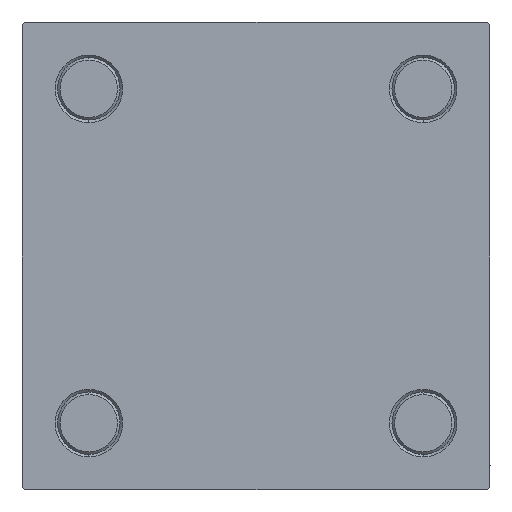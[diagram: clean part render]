
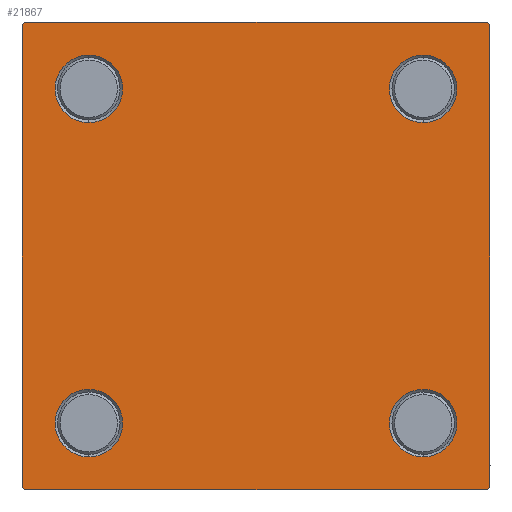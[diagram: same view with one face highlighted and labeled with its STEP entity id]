
A CAD part, left-side view. The second image highlights one B-rep face of the part: STEP entity #21867.
In plain terms, the highlighted planar face has unit normal (-1, 0, 0).
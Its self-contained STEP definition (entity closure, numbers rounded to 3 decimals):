
#31 = EDGE_LOOP ( 'NONE', ( #16172, #26613 ) ) ;
#196 = AXIS2_PLACEMENT_3D ( 'NONE', #43096, #23721, #47174 ) ;
#756 = VERTEX_POINT ( 'NONE', #1450 ) ;
#824 = CARTESIAN_POINT ( 'NONE',  ( 0., -32.15, -32.15 ) ) ;
#1450 = CARTESIAN_POINT ( 'NONE',  ( 0., -32.15, 38.65 ) ) ;
#2144 = LINE ( 'NONE', #22033, #6588 ) ;
#2164 = DIRECTION ( 'NONE',  ( 0., 0., 1. ) ) ;
#2244 = CIRCLE ( 'NONE', #18532, 6.5 ) ;
#2349 = DIRECTION ( 'NONE',  ( 0., -1., 0. ) ) ;
#2786 = LINE ( 'NONE', #3540, #29202 ) ;
#3295 = DIRECTION ( 'NONE',  ( 0., 0.707, -0.707 ) ) ;
#3540 = CARTESIAN_POINT ( 'NONE',  ( 0., 44.75, 44.75 ) ) ;
#3760 = CARTESIAN_POINT ( 'NONE',  ( 0., -45., 45. ) ) ;
#5203 = ORIENTED_EDGE ( 'NONE', *, *, #15405, .T. ) ;
#5259 = CARTESIAN_POINT ( 'NONE',  ( 0., 32.15, -38.65 ) ) ;
#5581 = VERTEX_POINT ( 'NONE', #33103 ) ;
#6295 = CARTESIAN_POINT ( 'NONE',  ( 0., -45., 44.5 ) ) ;
#6436 = VERTEX_POINT ( 'NONE', #45910 ) ;
#6588 = VECTOR ( 'NONE', #48535, 1000. ) ;
#6636 = VERTEX_POINT ( 'NONE', #49933 ) ;
#7441 = CARTESIAN_POINT ( 'NONE',  ( 0., 32.15, -25.65 ) ) ;
#7462 = ORIENTED_EDGE ( 'NONE', *, *, #27840, .F. ) ;
#7854 = FACE_OUTER_BOUND ( 'NONE', #49211, .T. ) ;
#8044 = ORIENTED_EDGE ( 'NONE', *, *, #34803, .T. ) ;
#8116 = FACE_BOUND ( 'NONE', #31, .T. ) ;
#9049 = VECTOR ( 'NONE', #23717, 1000. ) ;
#9323 = CARTESIAN_POINT ( 'NONE',  ( 0., 45., -45. ) ) ;
#9883 = EDGE_LOOP ( 'NONE', ( #15130, #42206 ) ) ;
#10494 = ORIENTED_EDGE ( 'NONE', *, *, #39720, .T. ) ;
#10525 = CARTESIAN_POINT ( 'NONE',  ( 0., -32.15, 32.15 ) ) ;
#10929 = LINE ( 'NONE', #3760, #42612 ) ;
#11683 = DIRECTION ( 'NONE',  ( 0., 0., 1. ) ) ;
#11943 = CIRCLE ( 'NONE', #30682, 6.5 ) ;
#12454 = CIRCLE ( 'NONE', #41750, 6.5 ) ;
#12733 = LINE ( 'NONE', #35417, #9049 ) ;
#13629 = VECTOR ( 'NONE', #39916, 1000. ) ;
#13763 = VERTEX_POINT ( 'NONE', #18927 ) ;
#15130 = ORIENTED_EDGE ( 'NONE', *, *, #36210, .T. ) ;
#15400 = ORIENTED_EDGE ( 'NONE', *, *, #19771, .T. ) ;
#15405 = EDGE_CURVE ( 'NONE', #38637, #41187, #16972, .T. ) ;
#15766 = DIRECTION ( 'NONE',  ( 0., 0., 1. ) ) ;
#15877 = ORIENTED_EDGE ( 'NONE', *, *, #38346, .F. ) ;
#15981 = FACE_BOUND ( 'NONE', #34072, .T. ) ;
#16141 = EDGE_CURVE ( 'NONE', #13763, #5581, #21377, .T. ) ;
#16172 = ORIENTED_EDGE ( 'NONE', *, *, #24927, .T. ) ;
#16379 = VECTOR ( 'NONE', #2349, 1000. ) ;
#16440 = CIRCLE ( 'NONE', #196, 6.5 ) ;
#16508 = DIRECTION ( 'NONE',  ( 1., 0., 0. ) ) ;
#16735 = FACE_BOUND ( 'NONE', #48398, .T. ) ;
#16972 = LINE ( 'NONE', #17470, #13629 ) ;
#17451 = CARTESIAN_POINT ( 'NONE',  ( 0., 32.15, 32.15 ) ) ;
#17470 = CARTESIAN_POINT ( 'NONE',  ( 0., -44.75, 44.75 ) ) ;
#17524 = EDGE_CURVE ( 'NONE', #6436, #26414, #11943, .T. ) ;
#18117 = ORIENTED_EDGE ( 'NONE', *, *, #16141, .T. ) ;
#18145 = DIRECTION ( 'NONE',  ( 0., 0., 1. ) ) ;
#18279 = CARTESIAN_POINT ( 'NONE',  ( 0., 32.15, 38.65 ) ) ;
#18532 = AXIS2_PLACEMENT_3D ( 'NONE', #23343, #24091, #50379 ) ;
#18927 = CARTESIAN_POINT ( 'NONE',  ( 0., 45., 44.5 ) ) ;
#18990 = VERTEX_POINT ( 'NONE', #38581 ) ;
#19053 = CARTESIAN_POINT ( 'NONE',  ( 0., 45., 45. ) ) ;
#19771 = EDGE_CURVE ( 'NONE', #28495, #37251, #20125, .T. ) ;
#20062 = CARTESIAN_POINT ( 'NONE',  ( 0., 0., 0. ) ) ;
#20125 = CIRCLE ( 'NONE', #33200, 6.5 ) ;
#21377 = LINE ( 'NONE', #19053, #48637 ) ;
#21867 = ADVANCED_FACE ( 'NONE', ( #16735, #8116, #43270, #15981, #7854 ), #47101, .T. ) ;
#22033 = CARTESIAN_POINT ( 'NONE',  ( 0., -44.75, -44.75 ) ) ;
#22381 = ORIENTED_EDGE ( 'NONE', *, *, #46177, .T. ) ;
#23260 = DIRECTION ( 'NONE',  ( 1., 0., 0. ) ) ;
#23343 = CARTESIAN_POINT ( 'NONE',  ( 0., 32.15, -32.15 ) ) ;
#23717 = DIRECTION ( 'NONE',  ( 0., -0.707, -0.707 ) ) ;
#23721 = DIRECTION ( 'NONE',  ( 1., 0., 0. ) ) ;
#24091 = DIRECTION ( 'NONE',  ( 1., 0., 0. ) ) ;
#24270 = ORIENTED_EDGE ( 'NONE', *, *, #40945, .T. ) ;
#24425 = CARTESIAN_POINT ( 'NONE',  ( 0., 32.15, -32.15 ) ) ;
#24650 = CARTESIAN_POINT ( 'NONE',  ( 0., -32.15, -32.15 ) ) ;
#24927 = EDGE_CURVE ( 'NONE', #26414, #6436, #41516, .T. ) ;
#25717 = VERTEX_POINT ( 'NONE', #43628 ) ;
#26292 = CIRCLE ( 'NONE', #40095, 6.5 ) ;
#26414 = VERTEX_POINT ( 'NONE', #27149 ) ;
#26613 = ORIENTED_EDGE ( 'NONE', *, *, #17524, .T. ) ;
#27093 = DIRECTION ( 'NONE',  ( 0., 0., 1. ) ) ;
#27126 = CARTESIAN_POINT ( 'NONE',  ( 0., -44.5, 45. ) ) ;
#27149 = CARTESIAN_POINT ( 'NONE',  ( 0., -32.15, -25.65 ) ) ;
#27528 = EDGE_CURVE ( 'NONE', #18990, #6636, #2144, .T. ) ;
#27840 = EDGE_CURVE ( 'NONE', #25717, #41187, #33681, .T. ) ;
#28221 = EDGE_CURVE ( 'NONE', #5581, #41878, #12733, .T. ) ;
#28495 = VERTEX_POINT ( 'NONE', #30053 ) ;
#28926 = DIRECTION ( 'NONE',  ( 0., -1., 0. ) ) ;
#29202 = VECTOR ( 'NONE', #3295, 1000. ) ;
#29632 = DIRECTION ( 'NONE',  ( 1., 0., 0. ) ) ;
#30053 = CARTESIAN_POINT ( 'NONE',  ( 0., 32.15, 25.65 ) ) ;
#30255 = VERTEX_POINT ( 'NONE', #5259 ) ;
#30682 = AXIS2_PLACEMENT_3D ( 'NONE', #24650, #33033, #40957 ) ;
#31265 = CARTESIAN_POINT ( 'NONE',  ( 0., 44.5, -45. ) ) ;
#31288 = DIRECTION ( 'NONE',  ( 0., 0., -1. ) ) ;
#31926 = DIRECTION ( 'NONE',  ( 1., 0., 0. ) ) ;
#33033 = DIRECTION ( 'NONE',  ( 1., 0., 0. ) ) ;
#33103 = CARTESIAN_POINT ( 'NONE',  ( 0., 45., -44.5 ) ) ;
#33200 = AXIS2_PLACEMENT_3D ( 'NONE', #17451, #44981, #2164 ) ;
#33681 = LINE ( 'NONE', #37511, #16379 ) ;
#34072 = EDGE_LOOP ( 'NONE', ( #8044, #15400 ) ) ;
#34803 = EDGE_CURVE ( 'NONE', #37251, #28495, #16440, .T. ) ;
#35417 = CARTESIAN_POINT ( 'NONE',  ( 0., 44.75, -44.75 ) ) ;
#35864 = EDGE_CURVE ( 'NONE', #756, #45217, #12454, .T. ) ;
#35898 = CARTESIAN_POINT ( 'NONE',  ( 0., -32.15, 25.65 ) ) ;
#36210 = EDGE_CURVE ( 'NONE', #47299, #30255, #26292, .T. ) ;
#36586 = LINE ( 'NONE', #9323, #38765 ) ;
#37251 = VERTEX_POINT ( 'NONE', #18279 ) ;
#37511 = CARTESIAN_POINT ( 'NONE',  ( 0., 45., 45. ) ) ;
#37892 = AXIS2_PLACEMENT_3D ( 'NONE', #43402, #31926, #40079 ) ;
#38346 = EDGE_CURVE ( 'NONE', #38637, #6636, #10929, .T. ) ;
#38581 = CARTESIAN_POINT ( 'NONE',  ( 0., -44.5, -45. ) ) ;
#38637 = VERTEX_POINT ( 'NONE', #6295 ) ;
#38765 = VECTOR ( 'NONE', #28926, 1000. ) ;
#39689 = ORIENTED_EDGE ( 'NONE', *, *, #35864, .T. ) ;
#39720 = EDGE_CURVE ( 'NONE', #45217, #756, #50120, .T. ) ;
#39739 = AXIS2_PLACEMENT_3D ( 'NONE', #20062, #46601, #11683 ) ;
#39848 = AXIS2_PLACEMENT_3D ( 'NONE', #824, #23260, #27093 ) ;
#39916 = DIRECTION ( 'NONE',  ( 0., 0.707, 0.707 ) ) ;
#40079 = DIRECTION ( 'NONE',  ( 0., 0., 1. ) ) ;
#40095 = AXIS2_PLACEMENT_3D ( 'NONE', #24425, #16508, #15766 ) ;
#40487 = ORIENTED_EDGE ( 'NONE', *, *, #28221, .T. ) ;
#40945 = EDGE_CURVE ( 'NONE', #41878, #18990, #36586, .T. ) ;
#40957 = DIRECTION ( 'NONE',  ( 0., 0., 1. ) ) ;
#41187 = VERTEX_POINT ( 'NONE', #27126 ) ;
#41516 = CIRCLE ( 'NONE', #39848, 6.5 ) ;
#41519 = DIRECTION ( 'NONE',  ( 0., 0., -1. ) ) ;
#41750 = AXIS2_PLACEMENT_3D ( 'NONE', #10525, #29632, #18145 ) ;
#41878 = VERTEX_POINT ( 'NONE', #31265 ) ;
#42206 = ORIENTED_EDGE ( 'NONE', *, *, #47506, .T. ) ;
#42612 = VECTOR ( 'NONE', #31288, 1000. ) ;
#43096 = CARTESIAN_POINT ( 'NONE',  ( 0., 32.15, 32.15 ) ) ;
#43270 = FACE_BOUND ( 'NONE', #9883, .T. ) ;
#43402 = CARTESIAN_POINT ( 'NONE',  ( 0., -32.15, 32.15 ) ) ;
#43628 = CARTESIAN_POINT ( 'NONE',  ( 0., 44.5, 45. ) ) ;
#44981 = DIRECTION ( 'NONE',  ( 1., 0., 0. ) ) ;
#45217 = VERTEX_POINT ( 'NONE', #35898 ) ;
#45910 = CARTESIAN_POINT ( 'NONE',  ( 0., -32.15, -38.65 ) ) ;
#46177 = EDGE_CURVE ( 'NONE', #25717, #13763, #2786, .T. ) ;
#46601 = DIRECTION ( 'NONE',  ( -1., 0., 0. ) ) ;
#47101 = PLANE ( 'NONE',  #39739 ) ;
#47174 = DIRECTION ( 'NONE',  ( 0., 0., 1. ) ) ;
#47299 = VERTEX_POINT ( 'NONE', #7441 ) ;
#47506 = EDGE_CURVE ( 'NONE', #30255, #47299, #2244, .T. ) ;
#48398 = EDGE_LOOP ( 'NONE', ( #39689, #10494 ) ) ;
#48535 = DIRECTION ( 'NONE',  ( 0., -0.707, 0.707 ) ) ;
#48637 = VECTOR ( 'NONE', #41519, 1000. ) ;
#49211 = EDGE_LOOP ( 'NONE', ( #18117, #40487, #24270, #49487, #15877, #5203, #7462, #22381 ) ) ;
#49487 = ORIENTED_EDGE ( 'NONE', *, *, #27528, .T. ) ;
#49933 = CARTESIAN_POINT ( 'NONE',  ( 0., -45., -44.5 ) ) ;
#50120 = CIRCLE ( 'NONE', #37892, 6.5 ) ;
#50379 = DIRECTION ( 'NONE',  ( 0., 0., 1. ) ) ;
